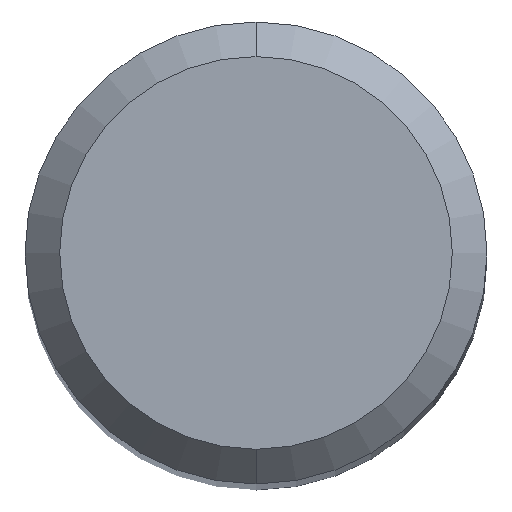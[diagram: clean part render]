
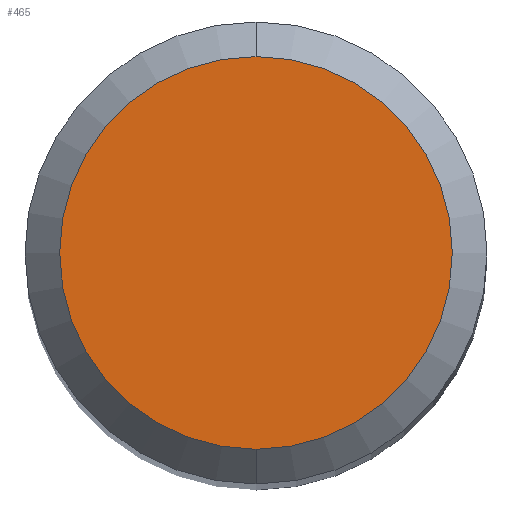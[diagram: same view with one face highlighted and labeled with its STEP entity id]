
A CAD part, top view. The second image highlights one B-rep face of the part: STEP entity #465.
In plain terms, the highlighted planar face has unit normal (0, 0, 1).
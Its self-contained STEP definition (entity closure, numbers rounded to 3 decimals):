
#245=VERTEX_POINT('',#608);
#339=VERTEX_POINT('',#714);
#397=EDGE_CURVE('',#339,#245,#781,.T.);
#465=ADVANCED_FACE('',(#853),#854,.T.);
#529=EDGE_CURVE('',#245,#339,#925,.T.);
#608=CARTESIAN_POINT('',(0.0,1.7,0.0));
#714=CARTESIAN_POINT('',(0.,-1.7,0.0));
#781=CIRCLE('',#1350,1.7);
#853=FACE_OUTER_BOUND('',#1519,.T.);
#854=PLANE('',#1520);
#925=CIRCLE('',#1637,1.7);
#1350=AXIS2_PLACEMENT_3D('',#1932,#1933,#1934);
#1519=EDGE_LOOP('',(#1993,#1994));
#1520=AXIS2_PLACEMENT_3D('',#1995,#1996,#1997);
#1637=AXIS2_PLACEMENT_3D('',#2076,#2077,#2078);
#1932=CARTESIAN_POINT('',(0.0,0.0,0.0));
#1933=DIRECTION('',(0.0,0.0,-1.0));
#1934=DIRECTION('',(0.0,1.0,0.0));
#1993=ORIENTED_EDGE('',*,*,#529,.F.);
#1994=ORIENTED_EDGE('',*,*,#397,.F.);
#1995=CARTESIAN_POINT('',(0.0,0.85,0.0));
#1996=DIRECTION('',(-0.0,0.0,1.0));
#1997=DIRECTION('',(0.0,-1.0,0.0));
#2076=CARTESIAN_POINT('',(0.0,0.0,0.0));
#2077=DIRECTION('',(0.0,0.0,-1.0));
#2078=DIRECTION('',(0.0,1.0,0.0));
